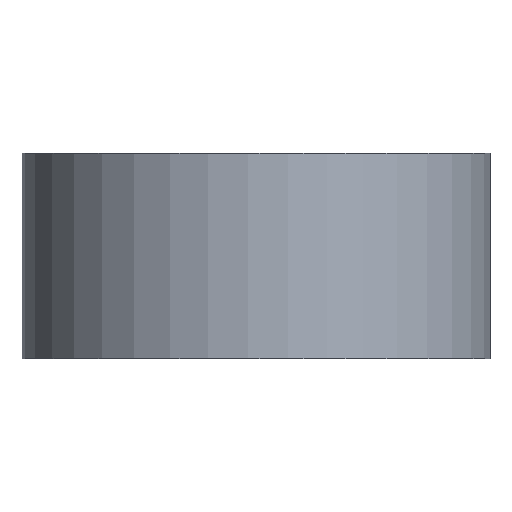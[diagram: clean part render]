
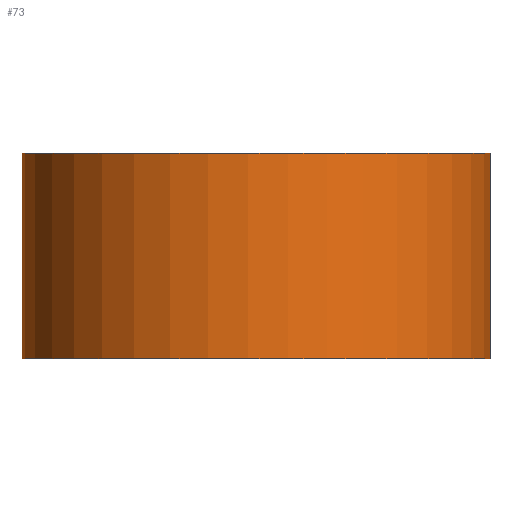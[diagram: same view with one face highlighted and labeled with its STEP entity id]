
A CAD part, front view. The second image highlights one B-rep face of the part: STEP entity #73.
In plain terms, the highlighted cylindrical face has radius 34.25 mm (diameter 68.5 mm), a partial arc.
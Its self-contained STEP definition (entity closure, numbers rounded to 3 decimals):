
#1 = VERTEX_POINT ( 'NONE', #28 ) ;
#2 = EDGE_CURVE ( 'NONE', #93, #216, #22, .T. ) ;
#17 = VECTOR ( 'NONE', #30, 1000. ) ;
#22 = CIRCLE ( 'NONE', #111, 34.25 ) ;
#27 = EDGE_CURVE ( 'NONE', #1, #311, #201, .T. ) ;
#28 = CARTESIAN_POINT ( 'NONE',  ( -34.25, 0., 0. ) ) ;
#30 = DIRECTION ( 'NONE',  ( 0., 0., -1. ) ) ;
#31 = AXIS2_PLACEMENT_3D ( 'NONE', #82, #197, #170 ) ;
#68 = VECTOR ( 'NONE', #172, 1000. ) ;
#69 = ORIENTED_EDGE ( 'NONE', *, *, #94, .F. ) ;
#72 = EDGE_LOOP ( 'NONE', ( #143, #235, #217, #69 ) ) ;
#73 = ADVANCED_FACE ( 'NONE', ( #79 ), #81, .T. ) ;
#78 = CARTESIAN_POINT ( 'NONE',  ( -34.25, 0., 30. ) ) ;
#79 = FACE_OUTER_BOUND ( 'NONE', #72, .T. ) ;
#81 = CYLINDRICAL_SURFACE ( 'NONE', #31, 34.25 ) ;
#82 = CARTESIAN_POINT ( 'NONE',  ( 0., 0., 30. ) ) ;
#93 = VERTEX_POINT ( 'NONE', #78 ) ;
#94 = EDGE_CURVE ( 'NONE', #216, #311, #221, .T. ) ;
#101 = DIRECTION ( 'NONE',  ( 1., 0., 0. ) ) ;
#111 = AXIS2_PLACEMENT_3D ( 'NONE', #171, #219, #188 ) ;
#115 = EDGE_CURVE ( 'NONE', #93, #1, #127, .T. ) ;
#127 = LINE ( 'NONE', #222, #68 ) ;
#143 = ORIENTED_EDGE ( 'NONE', *, *, #2, .F. ) ;
#148 = CARTESIAN_POINT ( 'NONE',  ( 34.159, -2.5, 30. ) ) ;
#151 = AXIS2_PLACEMENT_3D ( 'NONE', #300, #245, #101 ) ;
#156 = CARTESIAN_POINT ( 'NONE',  ( 34.159, -2.5, 30. ) ) ;
#170 = DIRECTION ( 'NONE',  ( -1., 0., 0. ) ) ;
#171 = CARTESIAN_POINT ( 'NONE',  ( 0., 0., 30. ) ) ;
#172 = DIRECTION ( 'NONE',  ( 0., 0., -1. ) ) ;
#188 = DIRECTION ( 'NONE',  ( 1., 0., 0. ) ) ;
#197 = DIRECTION ( 'NONE',  ( 0., 0., -1. ) ) ;
#201 = CIRCLE ( 'NONE', #151, 34.25 ) ;
#216 = VERTEX_POINT ( 'NONE', #156 ) ;
#217 = ORIENTED_EDGE ( 'NONE', *, *, #27, .T. ) ;
#219 = DIRECTION ( 'NONE',  ( 0., 0., 1. ) ) ;
#221 = LINE ( 'NONE', #148, #17 ) ;
#222 = CARTESIAN_POINT ( 'NONE',  ( -34.25, 0., 30. ) ) ;
#228 = CARTESIAN_POINT ( 'NONE',  ( 34.159, -2.5, 0. ) ) ;
#235 = ORIENTED_EDGE ( 'NONE', *, *, #115, .T. ) ;
#245 = DIRECTION ( 'NONE',  ( 0., 0., 1. ) ) ;
#300 = CARTESIAN_POINT ( 'NONE',  ( 0., 0., 0. ) ) ;
#311 = VERTEX_POINT ( 'NONE', #228 ) ;
